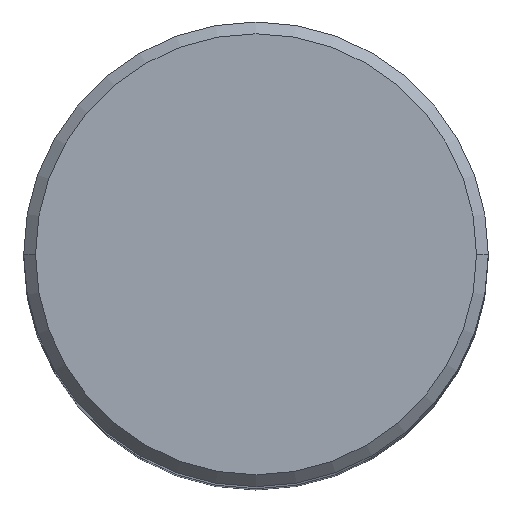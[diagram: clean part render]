
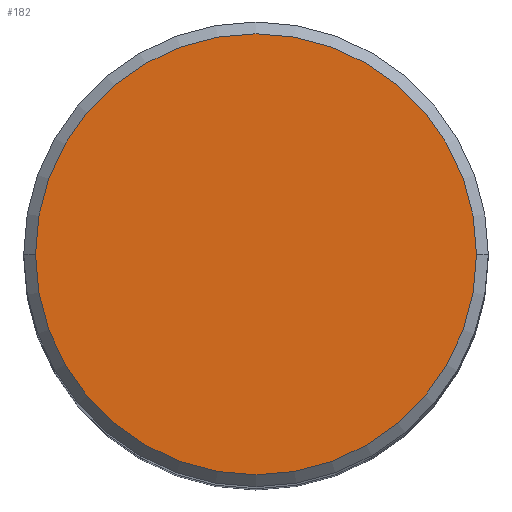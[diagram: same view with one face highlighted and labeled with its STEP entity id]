
A CAD part, top view. The second image highlights one B-rep face of the part: STEP entity #182.
In plain terms, the highlighted planar face has unit normal (0, 0, 1).
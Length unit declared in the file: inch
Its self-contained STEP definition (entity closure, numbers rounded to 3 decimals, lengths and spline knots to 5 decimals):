
#21 = DIRECTION ( 'NONE',  ( -1., 0., 0. ) ) ;
#49 = EDGE_CURVE ( 'NONE', #167, #304, #211, .T. ) ;
#56 = DIRECTION ( 'NONE',  ( 0., 0., -1. ) ) ;
#63 = DIRECTION ( 'NONE',  ( 1., 0., 0. ) ) ;
#71 = CARTESIAN_POINT ( 'NONE',  ( 0., 0., 0. ) ) ;
#102 = AXIS2_PLACEMENT_3D ( 'NONE', #287, #56, #21 ) ;
#148 = EDGE_CURVE ( 'NONE', #304, #167, #459, .T. ) ;
#151 = DIRECTION ( 'NONE',  ( 1., 0., 0. ) ) ;
#167 = VERTEX_POINT ( 'NONE', #546 ) ;
#182 = ADVANCED_FACE ( 'NONE', ( #540 ), #218, .F. ) ;
#211 = CIRCLE ( 'NONE', #427, 0.3737 ) ;
#214 = EDGE_LOOP ( 'NONE', ( #441, #560 ) ) ;
#218 = PLANE ( 'NONE',  #102 ) ;
#239 = DIRECTION ( 'NONE',  ( 0., 0., 1. ) ) ;
#266 = CARTESIAN_POINT ( 'NONE',  ( -0.3737, 0., 0. ) ) ;
#287 = CARTESIAN_POINT ( 'NONE',  ( 0., 0.3737, 0. ) ) ;
#304 = VERTEX_POINT ( 'NONE', #266 ) ;
#356 = AXIS2_PLACEMENT_3D ( 'NONE', #71, #374, #151 ) ;
#374 = DIRECTION ( 'NONE',  ( 0., 0., 1. ) ) ;
#427 = AXIS2_PLACEMENT_3D ( 'NONE', #502, #239, #63 ) ;
#441 = ORIENTED_EDGE ( 'NONE', *, *, #148, .T. ) ;
#459 = CIRCLE ( 'NONE', #356, 0.3737 ) ;
#502 = CARTESIAN_POINT ( 'NONE',  ( 0., 0., 0. ) ) ;
#540 = FACE_OUTER_BOUND ( 'NONE', #214, .T. ) ;
#546 = CARTESIAN_POINT ( 'NONE',  ( 0.3737, 0., 0. ) ) ;
#560 = ORIENTED_EDGE ( 'NONE', *, *, #49, .T. ) ;
